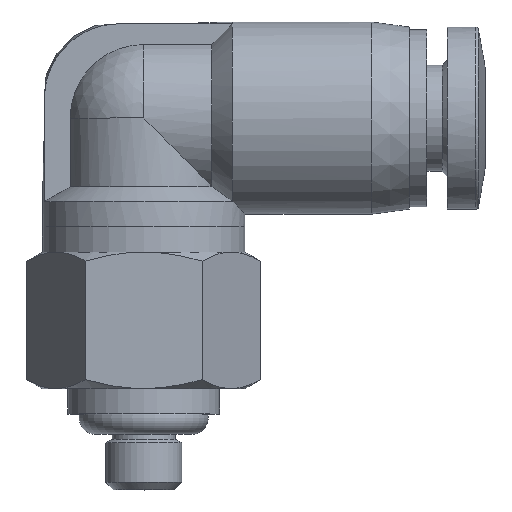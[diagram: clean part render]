
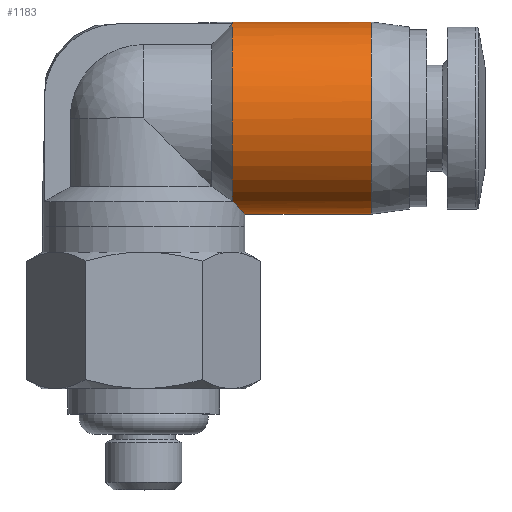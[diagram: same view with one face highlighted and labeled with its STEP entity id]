
A CAD part, top view. The second image highlights one B-rep face of the part: STEP entity #1183.
In plain terms, the highlighted cylindrical face has radius 3.8 mm (diameter 7.6 mm), a partial arc.
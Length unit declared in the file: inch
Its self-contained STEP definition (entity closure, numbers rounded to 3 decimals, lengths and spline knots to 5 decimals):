
#15 = EDGE_CURVE ( 'NONE', #788, #3434, #1488, .T. ) ;
#38 = DIRECTION ( 'NONE',  ( 0., 1., 0. ) ) ;
#65 = AXIS2_PLACEMENT_3D ( 'NONE', #2069, #4818, #3663 ) ;
#154 = VECTOR ( 'NONE', #1777, 39.37008 ) ;
#172 = CARTESIAN_POINT ( 'NONE',  ( 0.1378, 0.31595, 0.02953 ) ) ;
#234 = CARTESIAN_POINT ( 'NONE',  ( 0.1378, 0.3189, 0.00991 ) ) ;
#239 = ORIENTED_EDGE ( 'NONE', *, *, #4109, .T. ) ;
#277 = EDGE_CURVE ( 'NONE', #814, #1513, #2751, .T. ) ;
#377 = VERTEX_POINT ( 'NONE', #1724 ) ;
#402 = AXIS2_PLACEMENT_3D ( 'NONE', #3550, #905, #2824 ) ;
#506 = CARTESIAN_POINT ( 'NONE',  ( 0.1378, 0.03976, 0.07485 ) ) ;
#632 = VERTEX_POINT ( 'NONE', #506 ) ;
#709 = CARTESIAN_POINT ( 'NONE',  ( 0.15748, 0.01969, 0. ) ) ;
#788 = VERTEX_POINT ( 'NONE', #1172 ) ;
#814 = VERTEX_POINT ( 'NONE', #3800 ) ;
#846 = EDGE_CURVE ( 'NONE', #1513, #632, #3046, .T. ) ;
#905 = DIRECTION ( 'NONE',  ( 1., 0., 0. ) ) ;
#932 = LINE ( 'NONE', #2146, #154 ) ;
#1008 = CYLINDRICAL_SURFACE ( 'NONE', #65, 0.14961 ) ;
#1172 = CARTESIAN_POINT ( 'NONE',  ( 0.13892, 0.03937, 0.07418 ) ) ;
#1183 = ADVANCED_FACE ( 'NONE', ( #2252 ), #1008, .T. ) ;
#1260 = CARTESIAN_POINT ( 'NONE',  ( 0.1378, 0.31595, 0.02953 ) ) ;
#1338 = ORIENTED_EDGE ( 'NONE', *, *, #15, .T. ) ;
#1367 = ORIENTED_EDGE ( 'NONE', *, *, #277, .T. ) ;
#1408 = CARTESIAN_POINT ( 'NONE',  ( 0.15575, 0.0215, 0.02667 ) ) ;
#1488 = B_SPLINE_CURVE_WITH_KNOTS ( 'NONE', 3,
 ( #4867, #2222, #3714, #1408, #2619, #709 ),
 .UNSPECIFIED., .F., .F.,
 ( 4, 2, 4 ),
 ( 0., 0.00102, 0.00204 ),
 .UNSPECIFIED. ) ;
#1513 = VERTEX_POINT ( 'NONE', #1260 ) ;
#1537 = CARTESIAN_POINT ( 'NONE',  ( 0.15748, 0.01969, 0. ) ) ;
#1724 = CARTESIAN_POINT ( 'NONE',  ( 0.35433, 0.01969, 0. ) ) ;
#1765 = CARTESIAN_POINT ( 'NONE',  ( 0.35433, 0.3189, 0. ) ) ;
#1777 = DIRECTION ( 'NONE',  ( 1., 0., 0. ) ) ;
#1915 = DIRECTION ( 'NONE',  ( -1., 0., 0. ) ) ;
#1934 = ORIENTED_EDGE ( 'NONE', *, *, #2384, .F. ) ;
#2069 = CARTESIAN_POINT ( 'NONE',  ( 0.24606, 0.16929, 0. ) ) ;
#2146 = CARTESIAN_POINT ( 'NONE',  ( 0.24606, 0.01969, 0. ) ) ;
#2192 = CARTESIAN_POINT ( 'NONE',  ( 0.13892, 0.03937, 0.07418 ) ) ;
#2222 = CARTESIAN_POINT ( 'NONE',  ( 0.1446, 0.03329, 0.06353 ) ) ;
#2252 = FACE_OUTER_BOUND ( 'NONE', #4866, .T. ) ;
#2336 = EDGE_CURVE ( 'NONE', #3434, #377, #932, .T. ) ;
#2384 = EDGE_CURVE ( 'NONE', #788, #632, #3594, .T. ) ;
#2533 = CARTESIAN_POINT ( 'NONE',  ( 0.1378, 0.03976, 0.07485 ) ) ;
#2579 = CARTESIAN_POINT ( 'NONE',  ( 0.13817, 0.03963, 0.07463 ) ) ;
#2619 = CARTESIAN_POINT ( 'NONE',  ( 0.15748, 0.01969, 0.01355 ) ) ;
#2751 = B_SPLINE_CURVE_WITH_KNOTS ( 'NONE', 3,
 ( #3984, #234, #2883, #172 ),
 .UNSPECIFIED., .F., .F.,
 ( 4, 4 ),
 ( 0., 1. ),
 .UNSPECIFIED. ) ;
#2824 = DIRECTION ( 'NONE',  ( 0., 1., 0. ) ) ;
#2883 = CARTESIAN_POINT ( 'NONE',  ( 0.1378, 0.31791, 0.01981 ) ) ;
#2960 = VERTEX_POINT ( 'NONE', #1765 ) ;
#3046 = CIRCLE ( 'NONE', #402, 0.14961 ) ;
#3147 = ORIENTED_EDGE ( 'NONE', *, *, #846, .T. ) ;
#3275 = CARTESIAN_POINT ( 'NONE',  ( 0.13854, 0.0395, 0.0744 ) ) ;
#3434 = VERTEX_POINT ( 'NONE', #1537 ) ;
#3550 = CARTESIAN_POINT ( 'NONE',  ( 0.1378, 0.16929, 0. ) ) ;
#3594 = B_SPLINE_CURVE_WITH_KNOTS ( 'NONE', 3,
 ( #2192, #3275, #2579, #2533 ),
 .UNSPECIFIED., .F., .F.,
 ( 4, 4 ),
 ( 0., 0.00003 ),
 .UNSPECIFIED. ) ;
#3663 = DIRECTION ( 'NONE',  ( 0., 1., 0. ) ) ;
#3688 = VECTOR ( 'NONE', #4729, 39.37008 ) ;
#3714 = CARTESIAN_POINT ( 'NONE',  ( 0.14922, 0.0284, 0.05199 ) ) ;
#3728 = ORIENTED_EDGE ( 'NONE', *, *, #2336, .T. ) ;
#3800 = CARTESIAN_POINT ( 'NONE',  ( 0.1378, 0.3189, 0. ) ) ;
#3827 = CARTESIAN_POINT ( 'NONE',  ( 0.35433, 0.16929, 0. ) ) ;
#3984 = CARTESIAN_POINT ( 'NONE',  ( 0.1378, 0.3189, 0. ) ) ;
#4109 = EDGE_CURVE ( 'NONE', #377, #2960, #4517, .T. ) ;
#4206 = ORIENTED_EDGE ( 'NONE', *, *, #4752, .F. ) ;
#4342 = CARTESIAN_POINT ( 'NONE',  ( 0.24606, 0.3189, 0. ) ) ;
#4511 = LINE ( 'NONE', #4342, #3688 ) ;
#4517 = CIRCLE ( 'NONE', #4601, 0.14961 ) ;
#4601 = AXIS2_PLACEMENT_3D ( 'NONE', #3827, #1915, #38 ) ;
#4729 = DIRECTION ( 'NONE',  ( 1., 0., 0. ) ) ;
#4752 = EDGE_CURVE ( 'NONE', #814, #2960, #4511, .T. ) ;
#4818 = DIRECTION ( 'NONE',  ( 1., 0., 0. ) ) ;
#4866 = EDGE_LOOP ( 'NONE', ( #1338, #3728, #239, #4206, #1367, #3147, #1934 ) ) ;
#4867 = CARTESIAN_POINT ( 'NONE',  ( 0.13892, 0.03937, 0.07418 ) ) ;
